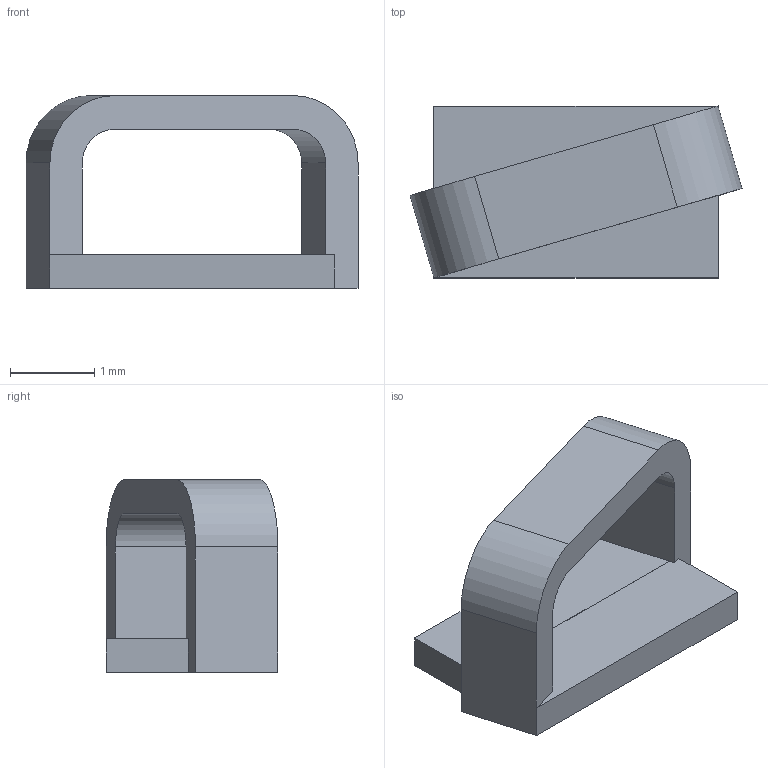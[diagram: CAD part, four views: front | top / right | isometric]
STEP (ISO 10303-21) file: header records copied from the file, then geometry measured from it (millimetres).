
FILE_DESCRIPTION (( 'STEP AP214' ), '1' );
FILE_NAME ('5016_Keystone.stp', '2022-11-06T00:01:01', ( '' ), ( '' ), 'SwSTEP 2.0', 'SolidWorks 2022', '' );
FILE_SCHEMA (( 'AUTOMOTIVE_DESIGN' ));
Length unit declared in the file: millimetre
Products named in the file (1): 5016_Keystone
Bounding box: 3.94 x 2.04 x 2.29 mm (x, y, z)
Volume: 5.4 mm3; surface area: 38.4 mm2
Topology: 1 solids, 1 shells, 21 faces, 64 edges, 42 vertices
Faces by surface type: plane 17, cylinder 4
Entity records: 752 total; most frequent: CARTESIAN_POINT 128, ORIENTED_EDGE 128, DIRECTION 116, EDGE_CURVE 64, VECTOR 56, LINE 56, VERTEX_POINT 42, AXIS2_PLACEMENT_3D 30
